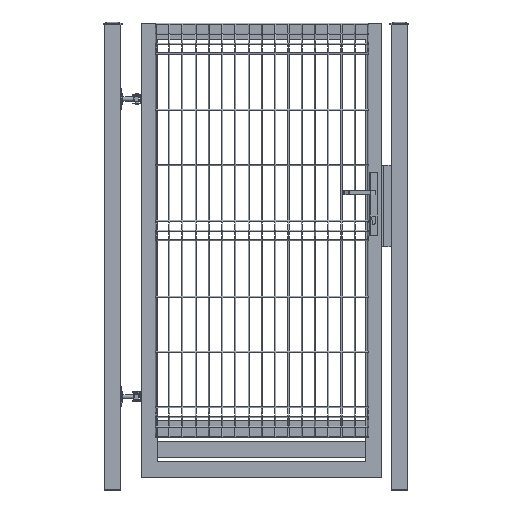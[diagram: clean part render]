
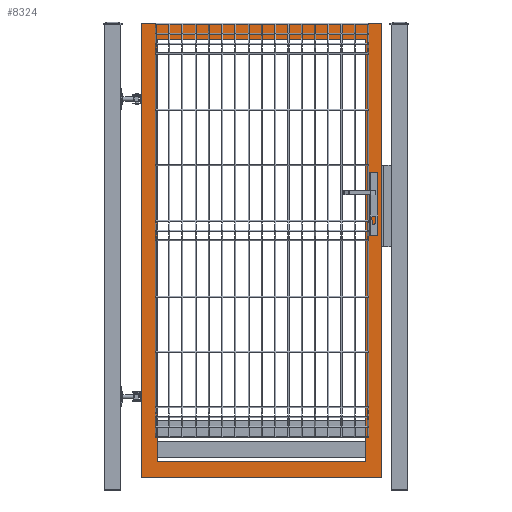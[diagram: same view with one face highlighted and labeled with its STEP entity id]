
A CAD part, top view. The second image highlights one B-rep face of the part: STEP entity #8324.
In plain terms, the highlighted planar face has unit normal (0, 0, 1).
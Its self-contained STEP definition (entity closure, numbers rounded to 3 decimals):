
#85=FACE_BOUND('',#1285,.T.);
#348=PLANE('',#9621);
#803=FACE_OUTER_BOUND('',#1284,.T.);
#1284=EDGE_LOOP('',(#7539,#7540,#7541,#7542));
#1285=EDGE_LOOP('',(#7543,#7544,#7545,#7546));
#1938=LINE('',#15012,#2444);
#1942=LINE('',#15020,#2448);
#1945=LINE('',#15026,#2451);
#1948=LINE('',#15031,#2454);
#1956=LINE('',#15047,#2462);
#1957=LINE('',#15050,#2463);
#1958=LINE('',#15052,#2464);
#1959=LINE('',#15053,#2465);
#2444=VECTOR('',#12437,10.);
#2448=VECTOR('',#12443,10.);
#2451=VECTOR('',#12448,10.);
#2454=VECTOR('',#12453,10.);
#2462=VECTOR('',#12465,10.);
#2463=VECTOR('',#12468,10.);
#2464=VECTOR('',#12469,10.);
#2465=VECTOR('',#12470,10.);
#3881=VERTEX_POINT('',#15010);
#3882=VERTEX_POINT('',#15011);
#3885=VERTEX_POINT('',#15019);
#3887=VERTEX_POINT('',#15025);
#3893=VERTEX_POINT('',#15043);
#3894=VERTEX_POINT('',#15045);
#3895=VERTEX_POINT('',#15049);
#3896=VERTEX_POINT('',#15051);
#5097=EDGE_CURVE('',#3881,#3882,#1938,.T.);
#5101=EDGE_CURVE('',#3885,#3881,#1942,.T.);
#5104=EDGE_CURVE('',#3887,#3885,#1945,.T.);
#5107=EDGE_CURVE('',#3882,#3887,#1948,.T.);
#5115=EDGE_CURVE('',#3893,#3894,#1956,.T.);
#5116=EDGE_CURVE('',#3895,#3893,#1957,.T.);
#5117=EDGE_CURVE('',#3896,#3894,#1958,.T.);
#5118=EDGE_CURVE('',#3895,#3896,#1959,.T.);
#7539=ORIENTED_EDGE('',*,*,#5116,.T.);
#7540=ORIENTED_EDGE('',*,*,#5115,.T.);
#7541=ORIENTED_EDGE('',*,*,#5117,.F.);
#7542=ORIENTED_EDGE('',*,*,#5118,.F.);
#7543=ORIENTED_EDGE('',*,*,#5097,.T.);
#7544=ORIENTED_EDGE('',*,*,#5107,.T.);
#7545=ORIENTED_EDGE('',*,*,#5104,.T.);
#7546=ORIENTED_EDGE('',*,*,#5101,.T.);
#8324=ADVANCED_FACE('',(#803,#85),#348,.T.);
#9621=AXIS2_PLACEMENT_3D('',#15048,#12466,#12467);
#12437=DIRECTION('',(0.,-1.,0.));
#12443=DIRECTION('',(1.,0.,0.));
#12448=DIRECTION('',(0.,1.,0.));
#12453=DIRECTION('',(-1.,0.,0.));
#12465=DIRECTION('',(0.,1.,0.));
#12466=DIRECTION('center_axis',(0.,0.,1.));
#12467=DIRECTION('ref_axis',(1.,0.,0.));
#12468=DIRECTION('',(1.,0.,0.));
#12469=DIRECTION('',(1.,0.,0.));
#12470=DIRECTION('',(0.,1.,0.));
#15010=CARTESIAN_POINT('',(830.,1670.,0.));
#15011=CARTESIAN_POINT('',(830.,110.,0.));
#15012=CARTESIAN_POINT('',(830.,860.,0.));
#15019=CARTESIAN_POINT('',(60.,1670.,0.));
#15020=CARTESIAN_POINT('',(30.,1670.,0.));
#15025=CARTESIAN_POINT('',(60.,110.,0.));
#15026=CARTESIAN_POINT('',(60.,80.,0.));
#15031=CARTESIAN_POINT('',(415.,110.,0.));
#15043=CARTESIAN_POINT('',(890.,50.,0.));
#15045=CARTESIAN_POINT('',(890.,1730.,0.));
#15047=CARTESIAN_POINT('',(890.,50.,0.));
#15048=CARTESIAN_POINT('Origin',(0.,50.,0.));
#15049=CARTESIAN_POINT('',(0.,50.,0.));
#15050=CARTESIAN_POINT('',(0.,50.,0.));
#15051=CARTESIAN_POINT('',(0.,1730.,0.));
#15052=CARTESIAN_POINT('',(0.,1730.,0.));
#15053=CARTESIAN_POINT('',(0.,50.,0.));
